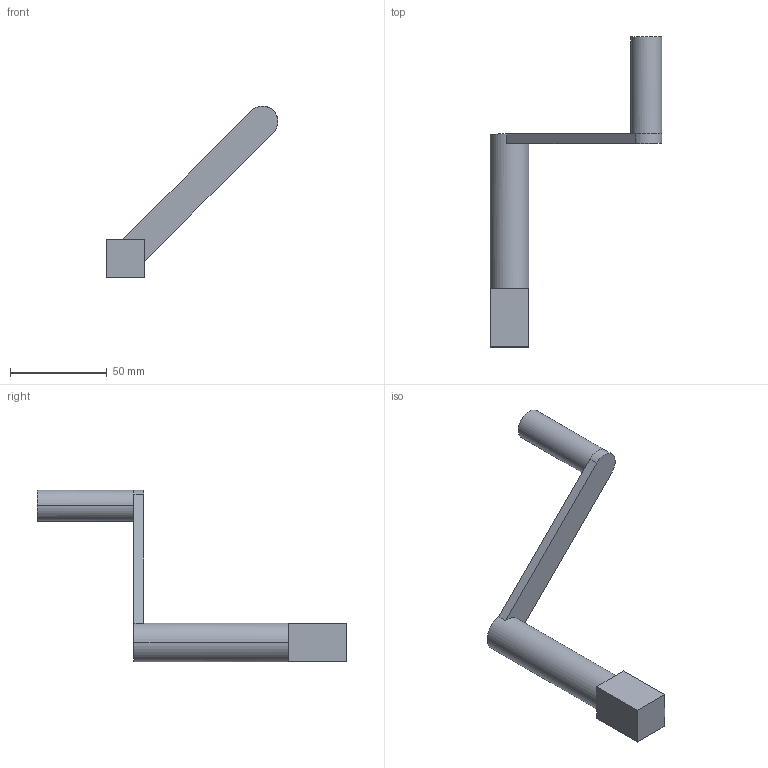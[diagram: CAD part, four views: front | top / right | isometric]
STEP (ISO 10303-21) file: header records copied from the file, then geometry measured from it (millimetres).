
FILE_DESCRIPTION(('CATIA V5 STEP Exchange'),'2;1');
FILE_NAME('handle of leadscrew.stp','2021-06-26T14:36:06+00:00',('none'),('none'),'CATIA Version 5 Release 20 GA (IN-10)','CATIA V5 STEP AP203','none');
FILE_SCHEMA(('CONFIG_CONTROL_DESIGN'));
Length unit declared in the file: millimetre
Products named in the file (1): handle
Bounding box: 88.71 x 160 x 88.71 mm (x, y, z)
Volume: 54984.8 mm3; surface area: 14832.4 mm2
Topology: 1 solids, 1 shells, 18 faces, 42 edges, 26 vertices
Faces by surface type: plane 14, cylinder 4
Entity records: 515 total; most frequent: ORIENTED_EDGE 84, CARTESIAN_POINT 82, DIRECTION 68, EDGE_CURVE 42, AXIS2_PLACEMENT_3D 28, VECTOR 28, LINE 28, VERTEX_POINT 26
